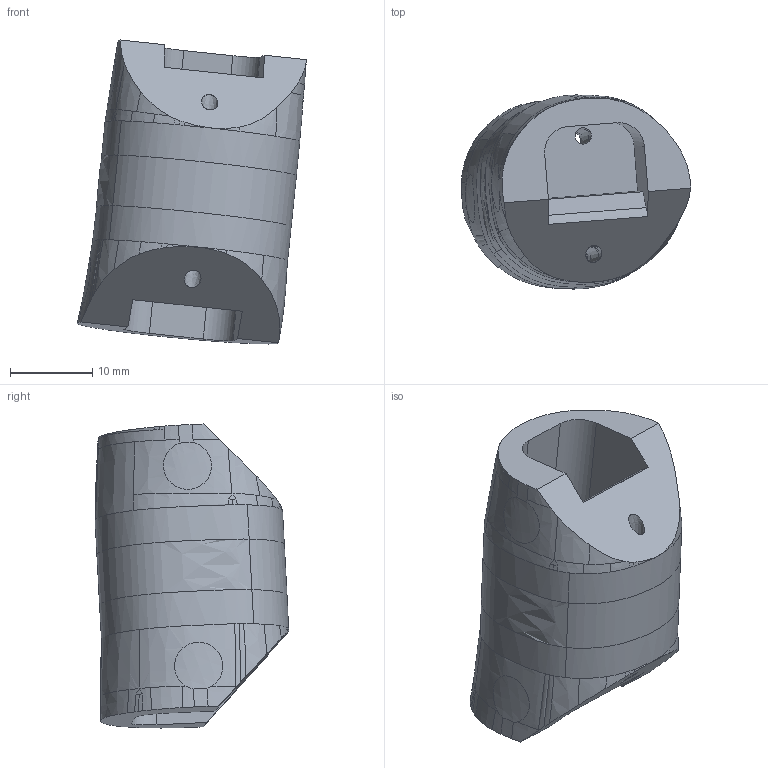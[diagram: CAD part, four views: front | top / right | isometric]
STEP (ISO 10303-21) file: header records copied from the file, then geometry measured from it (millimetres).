
FILE_DESCRIPTION(/* description */ (''),/* implementation_level */ '2;1');
FILE_NAME(/* name */ 'Finger 2B.step',/* time_stamp */ '2025-04-19T08:10:57+02:00',/* author */ (''),/* organization */ (''),/* preprocessor_version */ 'ST-DEVELOPER v20.1',/* originating_system */ 'Autodesk Translation Framework v14.4.0.0',/* authorisation */ '');
FILE_SCHEMA (('AUTOMOTIVE_DESIGN { 1 0 10303 214 3 1 1 }'));
Length unit declared in the file: millimetre
Products named in the file (1): Finger 2B
Bounding box: 27.81 x 23.53 x 36.88 mm (x, y, z)
Volume: 10273.3 mm3; surface area: 4224 mm2
Topology: 1 solids, 1 shells, 141 faces, 408 edges, 270 vertices
Faces by surface type: bspline 112, plane 21, cylinder 8
Full cylindrical faces by diameter (mm): 2 x2
Entity records: 31205 total; most frequent: CARTESIAN_POINT 28268, ORIENTED_EDGE 816, EDGE_CURVE 408, VERTEX_POINT 270, B_SPLINE_CURVE_WITH_KNOTS 267, DIRECTION 253, EDGE_LOOP 146, FACE_OUTER_BOUND 141
